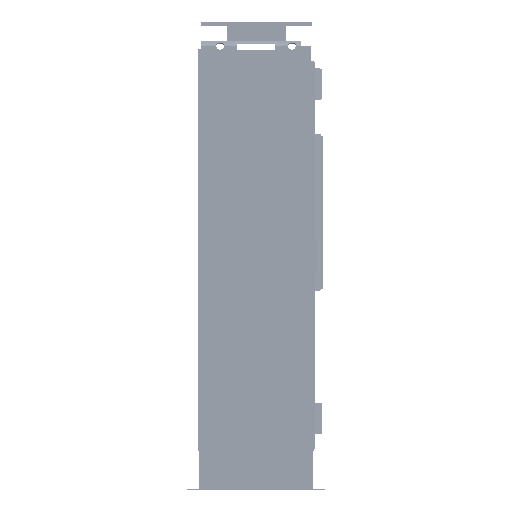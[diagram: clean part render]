
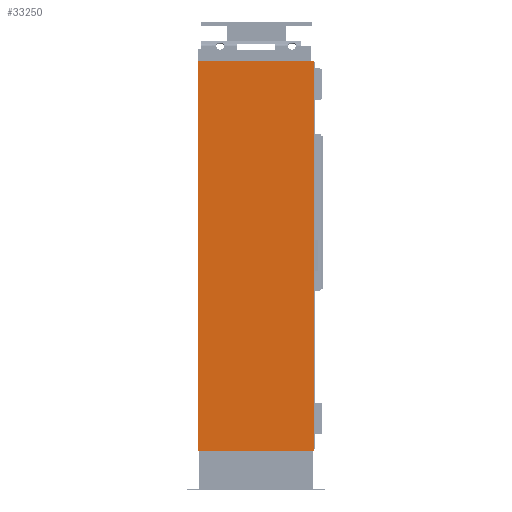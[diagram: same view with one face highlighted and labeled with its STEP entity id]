
A CAD part, left-side view. The second image highlights one B-rep face of the part: STEP entity #33250.
In plain terms, the highlighted planar face has unit normal (-1, 0, 0).
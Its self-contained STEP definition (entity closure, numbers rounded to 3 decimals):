
#33250=ADVANCED_FACE('',(#41786),#37530,.T.);
#37530=PLANE('',#126000);
#41786=FACE_OUTER_BOUND('',#48285,.T.);
#48285=EDGE_LOOP('',(#71753,#71754,#71755,#71756));
#71753=ORIENTED_EDGE('',*,*,#95940,.F.);
#71754=ORIENTED_EDGE('',*,*,#95941,.T.);
#71755=ORIENTED_EDGE('',*,*,#95942,.F.);
#71756=ORIENTED_EDGE('',*,*,#95943,.F.);
#83400=VERTEX_POINT('',#184179);
#83401=VERTEX_POINT('',#184181);
#83402=VERTEX_POINT('',#184185);
#83403=VERTEX_POINT('',#184187);
#95940=EDGE_CURVE('',#83401,#83400,#107452,.T.);
#95941=EDGE_CURVE('',#83401,#83402,#107453,.T.);
#95942=EDGE_CURVE('',#83403,#83402,#107454,.T.);
#95943=EDGE_CURVE('',#83400,#83403,#107455,.T.);
#107452=LINE('',#184182,#118968);
#107453=LINE('',#184184,#118969);
#107454=LINE('',#184186,#118970);
#107455=LINE('',#184188,#118971);
#118968=VECTOR('',#147719,1.);
#118969=VECTOR('',#147722,1.);
#118970=VECTOR('',#147723,1.);
#118971=VECTOR('',#147724,1.);
#126000=AXIS2_PLACEMENT_3D('',#184189,#147725,#147726);
#147719=DIRECTION('',(0.,-1.,0.));
#147722=DIRECTION('',(0.,0.,-1.));
#147723=DIRECTION('',(0.,1.,0.));
#147724=DIRECTION('',(0.,0.,-1.));
#147725=DIRECTION('',(-1.,0.,0.));
#147726=DIRECTION('',(0.,0.,1.));
#184179=CARTESIAN_POINT('',(-1950.,0.,1899.5));
#184181=CARTESIAN_POINT('',(-1950.,600.,1899.5));
#184182=CARTESIAN_POINT('',(-1950.,600.,1899.5));
#184184=CARTESIAN_POINT('',(-1950.,600.,0.));
#184185=CARTESIAN_POINT('',(-1950.,600.,-100.));
#184186=CARTESIAN_POINT('',(-1950.,600.,-100.));
#184187=CARTESIAN_POINT('',(-1950.,0.,-100.));
#184188=CARTESIAN_POINT('',(-1950.,0.,0.));
#184189=CARTESIAN_POINT('',(-1950.,600.,1900.));
